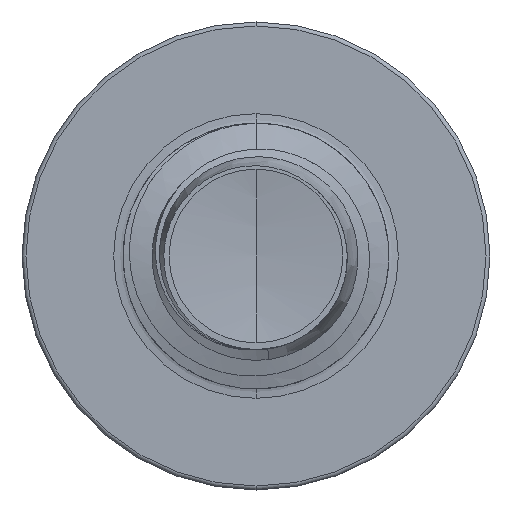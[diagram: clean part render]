
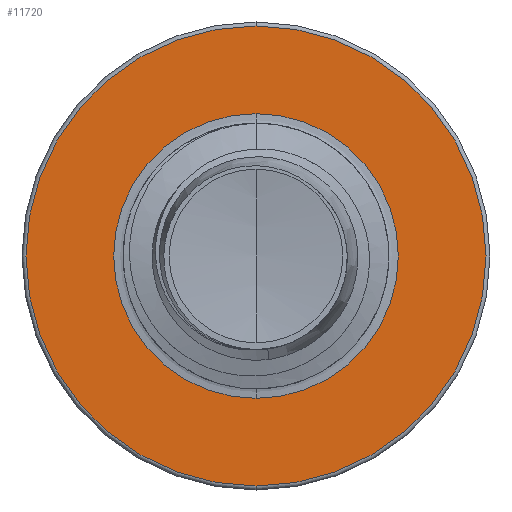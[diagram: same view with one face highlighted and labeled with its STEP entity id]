
A CAD part, front view. The second image highlights one B-rep face of the part: STEP entity #11720.
In plain terms, the highlighted planar face has unit normal (0, -1, 0).
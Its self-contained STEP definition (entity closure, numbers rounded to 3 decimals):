
#655 = CARTESIAN_POINT ( 'NONE',  ( 0., 5.5, 0. ) ) ;
#1042 = VERTEX_POINT ( 'NONE', #12717 ) ;
#1256 = ORIENTED_EDGE ( 'NONE', *, *, #13239, .T. ) ;
#1432 = DIRECTION ( 'NONE',  ( 0., 1., 0. ) ) ;
#1998 = DIRECTION ( 'NONE',  ( 0., 0., 1. ) ) ;
#3013 = CIRCLE ( 'NONE', #16552, 2.677 ) ;
#3116 = VERTEX_POINT ( 'NONE', #8306 ) ;
#4393 = ORIENTED_EDGE ( 'NONE', *, *, #11452, .F. ) ;
#5181 = CARTESIAN_POINT ( 'NONE',  ( 0., 5.5, 0. ) ) ;
#5250 = FACE_BOUND ( 'NONE', #9196, .T. ) ;
#5400 = DIRECTION ( 'NONE',  ( 0., 1., 0. ) ) ;
#5837 = CARTESIAN_POINT ( 'NONE',  ( 0., 5.5, -4.325 ) ) ;
#5984 = DIRECTION ( 'NONE',  ( 0., 1., 0. ) ) ;
#6184 = CARTESIAN_POINT ( 'NONE',  ( 0., 5.5, -2.677 ) ) ;
#6500 = DIRECTION ( 'NONE',  ( 0., 0., 1. ) ) ;
#6899 = CIRCLE ( 'NONE', #8497, 4.325 ) ;
#7895 = ORIENTED_EDGE ( 'NONE', *, *, #8851, .F. ) ;
#8306 = CARTESIAN_POINT ( 'NONE',  ( 0., 5.5, 4.325 ) ) ;
#8497 = AXIS2_PLACEMENT_3D ( 'NONE', #9425, #1432, #10771 ) ;
#8634 = AXIS2_PLACEMENT_3D ( 'NONE', #9375, #5400, #14744 ) ;
#8851 = EDGE_CURVE ( 'NONE', #10214, #3116, #6899, .T. ) ;
#9196 = EDGE_LOOP ( 'NONE', ( #15008, #1256 ) ) ;
#9200 = EDGE_CURVE ( 'NONE', #1042, #14687, #3013, .T. ) ;
#9375 = CARTESIAN_POINT ( 'NONE',  ( 0., 5.5, -2.677 ) ) ;
#9425 = CARTESIAN_POINT ( 'NONE',  ( 0., 5.5, 0. ) ) ;
#9966 = DIRECTION ( 'NONE',  ( 0., 1., 0. ) ) ;
#10214 = VERTEX_POINT ( 'NONE', #5837 ) ;
#10726 = PLANE ( 'NONE',  #8634 ) ;
#10771 = DIRECTION ( 'NONE',  ( 0., 0., 1. ) ) ;
#11452 = EDGE_CURVE ( 'NONE', #3116, #10214, #13593, .T. ) ;
#11720 = ADVANCED_FACE ( 'NONE', ( #15049, #5250 ), #10726, .F. ) ;
#12465 = AXIS2_PLACEMENT_3D ( 'NONE', #655, #9966, #1998 ) ;
#12717 = CARTESIAN_POINT ( 'NONE',  ( 0., 5.5, 2.677 ) ) ;
#13239 = EDGE_CURVE ( 'NONE', #14687, #1042, #15059, .T. ) ;
#13593 = CIRCLE ( 'NONE', #16122, 4.325 ) ;
#13896 = EDGE_LOOP ( 'NONE', ( #4393, #7895 ) ) ;
#13994 = CARTESIAN_POINT ( 'NONE',  ( 0., 5.5, 0. ) ) ;
#14516 = DIRECTION ( 'NONE',  ( 0., 1., 0. ) ) ;
#14687 = VERTEX_POINT ( 'NONE', #6184 ) ;
#14744 = DIRECTION ( 'NONE',  ( 0., 0., 1. ) ) ;
#15008 = ORIENTED_EDGE ( 'NONE', *, *, #9200, .T. ) ;
#15049 = FACE_OUTER_BOUND ( 'NONE', #13896, .T. ) ;
#15059 = CIRCLE ( 'NONE', #12465, 2.677 ) ;
#15329 = DIRECTION ( 'NONE',  ( 0., 0., 1. ) ) ;
#16122 = AXIS2_PLACEMENT_3D ( 'NONE', #5181, #14516, #6500 ) ;
#16552 = AXIS2_PLACEMENT_3D ( 'NONE', #13994, #5984, #15329 ) ;
